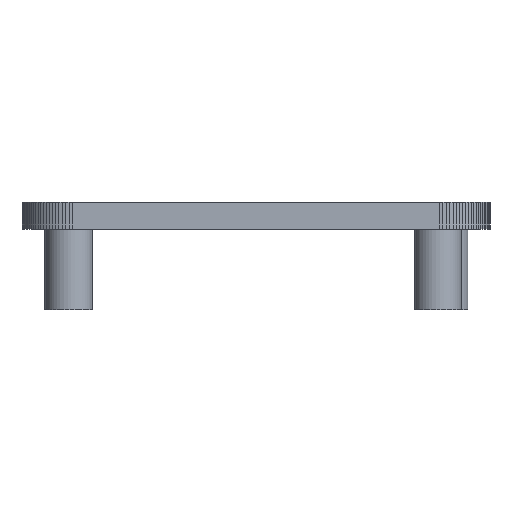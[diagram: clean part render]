
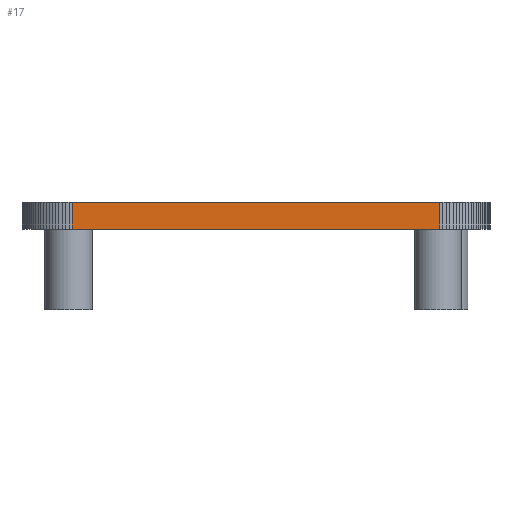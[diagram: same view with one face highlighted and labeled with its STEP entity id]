
A CAD part, left-side view. The second image highlights one B-rep face of the part: STEP entity #17.
In plain terms, the highlighted free-form (B-spline) face has degree [1, 1] with [2, 2] control points.
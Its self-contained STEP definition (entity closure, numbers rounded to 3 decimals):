
#17 = ADVANCED_FACE('',(#18),#31,.T.);
#18 = FACE_BOUND('',#19,.T.);
#19 = EDGE_LOOP('',(#20,#54,#80,#107));
#20 = ORIENTED_EDGE('',*,*,#21,.T.);
#21 = EDGE_CURVE('',#22,#24,#26,.T.);
#22 = VERTEX_POINT('',#23);
#23 = CARTESIAN_POINT('',(5.207,13.716,12.
    ));
#24 = VERTEX_POINT('',#25);
#25 = CARTESIAN_POINT('',(5.207,13.716,14.5
    ));
#26 = SURFACE_CURVE('',#27,(#30,#42),.PCURVE_S1.);
#27 = B_SPLINE_CURVE_WITH_KNOTS('',1,(#28,#29),.UNSPECIFIED.,.F.,.F.,(2,
    2),(0.,472.441),.PIECEWISE_BEZIER_KNOTS.);
#28 = CARTESIAN_POINT('',(5.207,13.716,12.
    ));
#29 = CARTESIAN_POINT('',(5.207,13.716,14.5
    ));
#30 = PCURVE('',#31,#36);
#31 = B_SPLINE_SURFACE_WITH_KNOTS('',1,1,(
    (#32,#33)
    ,(#34,#35
    )),.UNSPECIFIED.,.F.,.F.,.F.,(2,2),(2,2),(0.,1345.),(-472.441,
    0.),.PIECEWISE_BEZIER_KNOTS.);
#32 = CARTESIAN_POINT('',(5.207,13.716,14.5
    ));
#33 = CARTESIAN_POINT('',(5.207,13.716,12.
    ));
#34 = CARTESIAN_POINT('',(5.207,47.879,14.5
    ));
#35 = CARTESIAN_POINT('',(5.207,47.879,12.
    ));
#36 = DEFINITIONAL_REPRESENTATION('',(#37),#41);
#37 = B_SPLINE_CURVE_WITH_KNOTS('',2,(#38,#39,#40),.UNSPECIFIED.,.F.,.F.
  ,(3,3),(0.,472.441),.PIECEWISE_BEZIER_KNOTS.);
#38 = CARTESIAN_POINT('',(0.,0.));
#39 = CARTESIAN_POINT('',(0.,-236.22));
#40 = CARTESIAN_POINT('',(0.,-472.441));
#41 = ( GEOMETRIC_REPRESENTATION_CONTEXT(2) 
PARAMETRIC_REPRESENTATION_CONTEXT() REPRESENTATION_CONTEXT('2D SPACE',''
  ) );
#42 = PCURVE('',#43,#48);
#43 = B_SPLINE_SURFACE_WITH_KNOTS('',1,1,(
    (#44,#45)
    ,(#46,#47
    )),.UNSPECIFIED.,.F.,.F.,.F.,(2,2),(2,2),(0.,12.632),(
    -472.441,0.),.PIECEWISE_BEZIER_KNOTS.);
#44 = CARTESIAN_POINT('',(5.218,13.395,14.5
    ));
#45 = CARTESIAN_POINT('',(5.218,13.395,12.
    ));
#46 = CARTESIAN_POINT('',(5.207,13.716,14.5
    ));
#47 = CARTESIAN_POINT('',(5.207,13.716,12.
    ));
#48 = DEFINITIONAL_REPRESENTATION('',(#49),#53);
#49 = B_SPLINE_CURVE_WITH_KNOTS('',2,(#50,#51,#52),.UNSPECIFIED.,.F.,.F.
  ,(3,3),(0.,472.441),.PIECEWISE_BEZIER_KNOTS.);
#50 = CARTESIAN_POINT('',(12.632,0.));
#51 = CARTESIAN_POINT('',(12.632,-236.22));
#52 = CARTESIAN_POINT('',(12.632,-472.441));
#53 = ( GEOMETRIC_REPRESENTATION_CONTEXT(2) 
PARAMETRIC_REPRESENTATION_CONTEXT() REPRESENTATION_CONTEXT('2D SPACE',''
  ) );
#54 = ORIENTED_EDGE('',*,*,#55,.T.);
#55 = EDGE_CURVE('',#24,#56,#58,.T.);
#56 = VERTEX_POINT('',#57);
#57 = CARTESIAN_POINT('',(5.207,47.879,14.5
    ));
#58 = SURFACE_CURVE('',#59,(#62,#69),.PCURVE_S1.);
#59 = B_SPLINE_CURVE_WITH_KNOTS('',1,(#60,#61),.UNSPECIFIED.,.F.,.F.,(2,
    2),(0.,1345.),.PIECEWISE_BEZIER_KNOTS.);
#60 = CARTESIAN_POINT('',(5.207,13.716,14.5
    ));
#61 = CARTESIAN_POINT('',(5.207,47.879,14.5
    ));
#62 = PCURVE('',#31,#63);
#63 = DEFINITIONAL_REPRESENTATION('',(#64),#68);
#64 = B_SPLINE_CURVE_WITH_KNOTS('',2,(#65,#66,#67),.UNSPECIFIED.,.F.,.F.
  ,(3,3),(0.,1345.),.PIECEWISE_BEZIER_KNOTS.);
#65 = CARTESIAN_POINT('',(0.,-472.441));
#66 = CARTESIAN_POINT('',(672.5,-472.441));
#67 = CARTESIAN_POINT('',(1345.,-472.441));
#68 = ( GEOMETRIC_REPRESENTATION_CONTEXT(2) 
PARAMETRIC_REPRESENTATION_CONTEXT() REPRESENTATION_CONTEXT('2D SPACE',''
  ) );
#69 = PCURVE('',#70,#75);
#70 = B_SPLINE_SURFACE_WITH_KNOTS('',1,1,(
    (#71,#72)
    ,(#73,#74
    )),.UNSPECIFIED.,.F.,.F.,.F.,(2,2),(2,2),(-1637.5,1637.5),(
    -857.5,857.5),.PIECEWISE_BEZIER_KNOTS.);
#71 = CARTESIAN_POINT('',(88.392,9.017,14.5
    ));
#72 = CARTESIAN_POINT('',(88.392,52.578,14.5
    ));
#73 = CARTESIAN_POINT('',(5.207,9.017,14.5)
  );
#74 = CARTESIAN_POINT('',(5.207,52.578,14.5)
  );
#75 = DEFINITIONAL_REPRESENTATION('',(#76),#79);
#76 = B_SPLINE_CURVE_WITH_KNOTS('',1,(#77,#78),.UNSPECIFIED.,.F.,.F.,(2,
    2),(0.,1345.),.PIECEWISE_BEZIER_KNOTS.);
#77 = CARTESIAN_POINT('',(1637.5,-672.5));
#78 = CARTESIAN_POINT('',(1637.5,672.5));
#79 = ( GEOMETRIC_REPRESENTATION_CONTEXT(2) 
PARAMETRIC_REPRESENTATION_CONTEXT() REPRESENTATION_CONTEXT('2D SPACE',''
  ) );
#80 = ORIENTED_EDGE('',*,*,#81,.F.);
#81 = EDGE_CURVE('',#82,#56,#84,.T.);
#82 = VERTEX_POINT('',#83);
#83 = CARTESIAN_POINT('',(5.207,47.879,12.
    ));
#84 = SURFACE_CURVE('',#85,(#88,#95),.PCURVE_S1.);
#85 = B_SPLINE_CURVE_WITH_KNOTS('',1,(#86,#87),.UNSPECIFIED.,.F.,.F.,(2,
    2),(0.,472.441),.PIECEWISE_BEZIER_KNOTS.);
#86 = CARTESIAN_POINT('',(5.207,47.879,12.
    ));
#87 = CARTESIAN_POINT('',(5.207,47.879,14.5
    ));
#88 = PCURVE('',#31,#89);
#89 = DEFINITIONAL_REPRESENTATION('',(#90),#94);
#90 = B_SPLINE_CURVE_WITH_KNOTS('',2,(#91,#92,#93),.UNSPECIFIED.,.F.,.F.
  ,(3,3),(0.,472.441),.PIECEWISE_BEZIER_KNOTS.);
#91 = CARTESIAN_POINT('',(1345.,0.));
#92 = CARTESIAN_POINT('',(1345.,-236.22));
#93 = CARTESIAN_POINT('',(1345.,-472.441));
#94 = ( GEOMETRIC_REPRESENTATION_CONTEXT(2) 
PARAMETRIC_REPRESENTATION_CONTEXT() REPRESENTATION_CONTEXT('2D SPACE',''
  ) );
#95 = PCURVE('',#96,#101);
#96 = B_SPLINE_SURFACE_WITH_KNOTS('',1,1,(
    (#97,#98)
    ,(#99,#100
    )),.UNSPECIFIED.,.F.,.F.,.F.,(2,2),(2,2),(0.,12.632),(
    -472.441,0.),.PIECEWISE_BEZIER_KNOTS.);
#97 = CARTESIAN_POINT('',(5.207,47.879,14.5
    ));
#98 = CARTESIAN_POINT('',(5.207,47.879,12.
    ));
#99 = CARTESIAN_POINT('',(5.218,48.2,14.5
    ));
#100 = CARTESIAN_POINT('',(5.218,48.2,
    12.));
#101 = DEFINITIONAL_REPRESENTATION('',(#102),#106);
#102 = B_SPLINE_CURVE_WITH_KNOTS('',2,(#103,#104,#105),.UNSPECIFIED.,.F.
  ,.F.,(3,3),(0.,472.441),.PIECEWISE_BEZIER_KNOTS.);
#103 = CARTESIAN_POINT('',(0.,0.));
#104 = CARTESIAN_POINT('',(0.,-236.22));
#105 = CARTESIAN_POINT('',(0.,-472.441));
#106 = ( GEOMETRIC_REPRESENTATION_CONTEXT(2) 
PARAMETRIC_REPRESENTATION_CONTEXT() REPRESENTATION_CONTEXT('2D SPACE',''
  ) );
#107 = ORIENTED_EDGE('',*,*,#108,.F.);
#108 = EDGE_CURVE('',#22,#82,#109,.T.);
#109 = SURFACE_CURVE('',#110,(#113,#120),.PCURVE_S1.);
#110 = B_SPLINE_CURVE_WITH_KNOTS('',1,(#111,#112),.UNSPECIFIED.,.F.,.F.,
  (2,2),(0.,1345.),.PIECEWISE_BEZIER_KNOTS.);
#111 = CARTESIAN_POINT('',(5.207,13.716,
    12.));
#112 = CARTESIAN_POINT('',(5.207,47.879,
    12.));
#113 = PCURVE('',#31,#114);
#114 = DEFINITIONAL_REPRESENTATION('',(#115),#119);
#115 = B_SPLINE_CURVE_WITH_KNOTS('',2,(#116,#117,#118),.UNSPECIFIED.,.F.
  ,.F.,(3,3),(0.,1345.),.PIECEWISE_BEZIER_KNOTS.);
#116 = CARTESIAN_POINT('',(0.,0.));
#117 = CARTESIAN_POINT('',(672.5,0.));
#118 = CARTESIAN_POINT('',(1345.,0.));
#119 = ( GEOMETRIC_REPRESENTATION_CONTEXT(2) 
PARAMETRIC_REPRESENTATION_CONTEXT() REPRESENTATION_CONTEXT('2D SPACE',''
  ) );
#120 = PCURVE('',#121,#126);
#121 = B_SPLINE_SURFACE_WITH_KNOTS('',1,1,(
    (#122,#123)
    ,(#124,#125
    )),.UNSPECIFIED.,.F.,.F.,.F.,(2,2),(2,2),(-1637.5,1637.5),(
    -857.5,857.5),.PIECEWISE_BEZIER_KNOTS.);
#122 = CARTESIAN_POINT('',(88.392,9.017,
    12.));
#123 = CARTESIAN_POINT('',(88.392,52.578,
    12.));
#124 = CARTESIAN_POINT('',(5.207,9.017,12.
    ));
#125 = CARTESIAN_POINT('',(5.207,52.578,12.
    ));
#126 = DEFINITIONAL_REPRESENTATION('',(#127),#137);
#127 = B_SPLINE_CURVE_WITH_KNOTS('',8,(#128,#129,#130,#131,#132,#133,
    #134,#135,#136),.UNSPECIFIED.,.F.,.F.,(9,9),(0.,1345.),
  .PIECEWISE_BEZIER_KNOTS.);
#128 = CARTESIAN_POINT('',(1637.5,-672.5));
#129 = CARTESIAN_POINT('',(1637.5,-504.375));
#130 = CARTESIAN_POINT('',(1637.5,-336.25));
#131 = CARTESIAN_POINT('',(1637.5,-168.125));
#132 = CARTESIAN_POINT('',(1637.5,0.));
#133 = CARTESIAN_POINT('',(1637.5,168.125));
#134 = CARTESIAN_POINT('',(1637.5,336.25));
#135 = CARTESIAN_POINT('',(1637.5,504.375));
#136 = CARTESIAN_POINT('',(1637.5,672.5));
#137 = ( GEOMETRIC_REPRESENTATION_CONTEXT(2) 
PARAMETRIC_REPRESENTATION_CONTEXT() REPRESENTATION_CONTEXT('2D SPACE',''
  ) );
